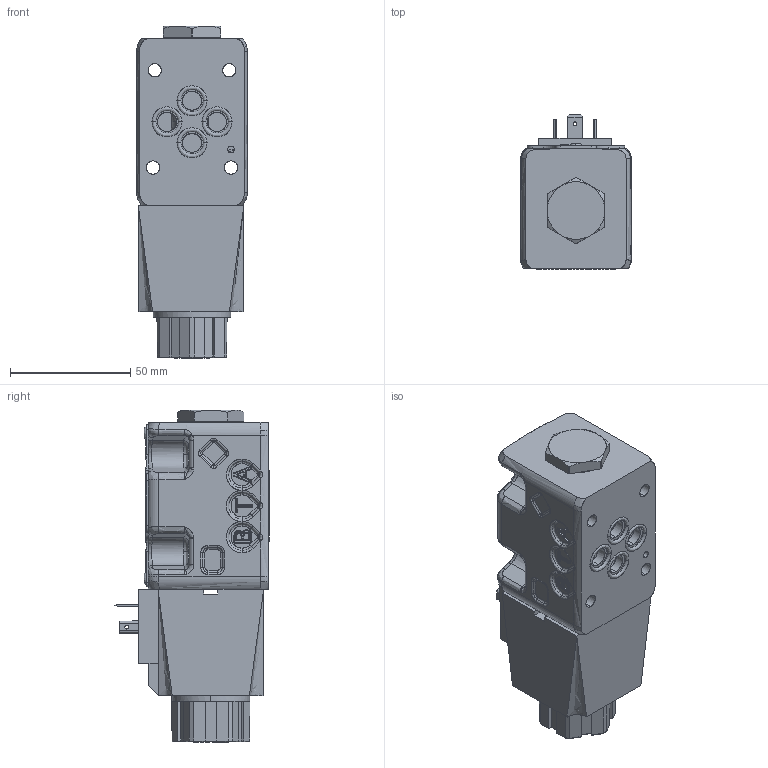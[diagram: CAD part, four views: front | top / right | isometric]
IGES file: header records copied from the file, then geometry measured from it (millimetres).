
Start section: SolidWorks IGES file using analytic representation for surfaces
Global section: file name: AD3E--FYS13.igs; native system: SolidWorks 2014; preprocessor: SolidWorks 2014; author: serviziopdm; date: 140619.105847; units: millimetre
Bounding box: 46 x 64.54 x 138.3 mm (x, y, z)
Surface area: 40088.2 mm2 (no closed solid volume)
Topology: 0 solids, 0 shells, 999 faces, 13813 edges, 13801 vertices
Faces by surface type: bspline 688, revolution 311
